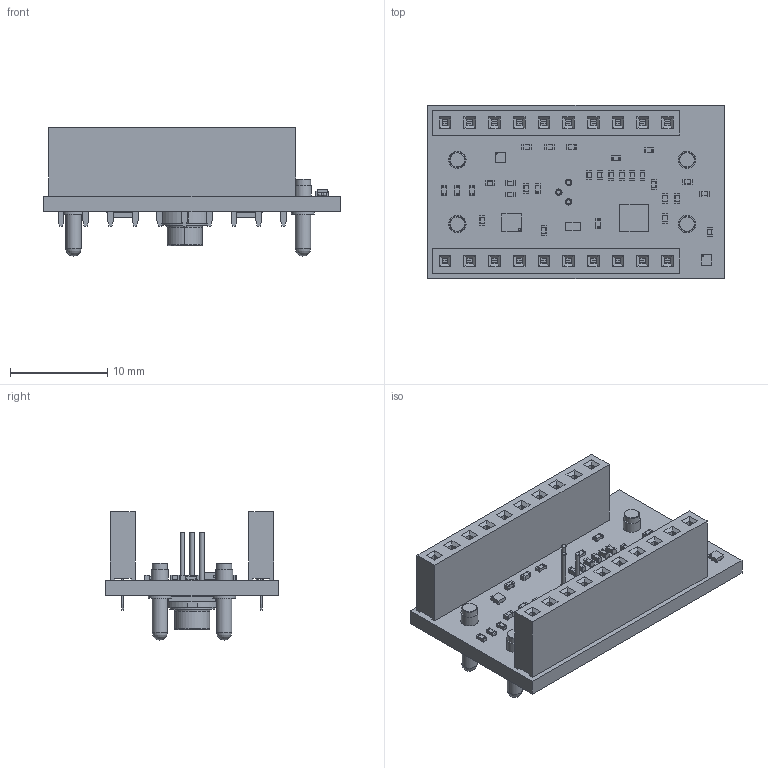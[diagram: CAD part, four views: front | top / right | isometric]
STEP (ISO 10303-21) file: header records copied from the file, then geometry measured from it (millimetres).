
FILE_DESCRIPTION(('FreeCAD Model'),'2;1');
FILE_NAME('Open CASCADE Shape Model','2022-11-24T17:35:45',( 'kicad StepUp'),('ksu MCAD'),'Open CASCADE STEP processor 7.6', 'FreeCAD','Unknown');
FILE_SCHEMA(('AUTOMOTIVE_DESIGN { 1 0 10303 214 1 1 1 1 }'));
Length unit declared in the file: millimetre
Products named in the file (1): Fusion
Bounding box: 30.48 x 17.78 x 13.17 mm (x, y, z)
Volume: 1824 mm3; surface area: 3279.2 mm2
Topology: 46 solids, 46 shells, 1746 faces, 4486 edges, 2946 vertices
Faces by surface type: plane 1283, cylinder 417, sphere 32, cone 6, torus 4, revolution 4
Full cylindrical faces by diameter (mm): 0.132 x2, 0.231 x1, 0.25 x4, 0.34 x30, 0.65 x3, 1 x20, 1.575 x4, 1.753 x4, 1.78 x4, 2.362 x4
Entity records: 52577 total; most frequent: CARTESIAN_POINT 9103, ORIENTED_EDGE 8796, DIRECTION 8754, EDGE_CURVE 4398, LINE 3532, VECTOR 3532, VERTEX_POINT 2918, AXIS2_PLACEMENT_3D 2609
